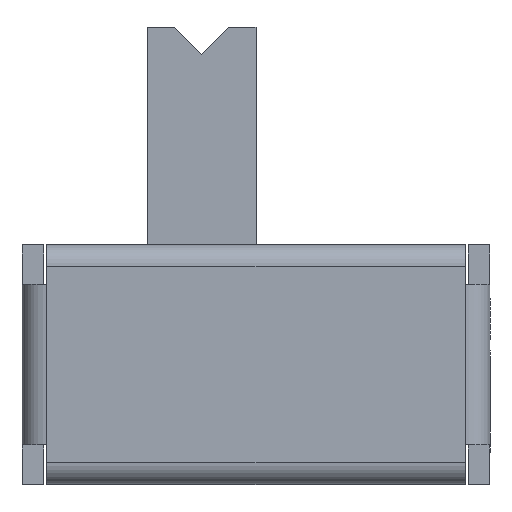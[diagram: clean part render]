
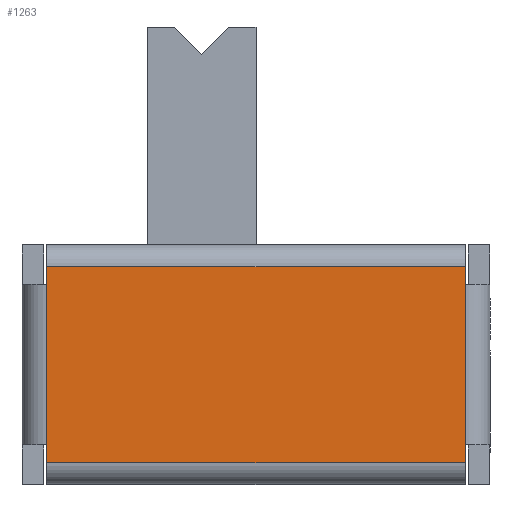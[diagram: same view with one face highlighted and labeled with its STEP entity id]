
A CAD part, top view. The second image highlights one B-rep face of the part: STEP entity #1263.
In plain terms, the highlighted planar face has unit normal (0, 0, 1).
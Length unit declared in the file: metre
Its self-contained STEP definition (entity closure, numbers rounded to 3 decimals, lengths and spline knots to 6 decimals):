
#847 = EDGE_CURVE( '', #2477, #2478, #2479, .T. );
#909 = EDGE_CURVE( '', #2593, #2594, #2595, .T. );
#929 = EDGE_CURVE( '', #2627, #2478, #2628, .T. );
#1263 = ADVANCED_FACE( '', ( #3174 ), #3175, .T. );
#1599 = EDGE_CURVE( '', #2594, #2627, #3643, .T. );
#1743 = EDGE_CURVE( '', #3219, #2593, #3827, .T. );
#1881 = EDGE_CURVE( '', #3996, #2608, #3997, .T. );
#1889 = EDGE_CURVE( '', #2608, #2477, #4007, .T. );
#1923 = EDGE_CURVE( '', #3219, #3996, #4047, .T. );
#2477 = VERTEX_POINT( '', #4689 );
#2478 = VERTEX_POINT( '', #4690 );
#2479 = LINE( '', #4691, #4692 );
#2593 = VERTEX_POINT( '', #4860 );
#2594 = VERTEX_POINT( '', #4861 );
#2595 = LINE( '', #4862, #4863 );
#2608 = VERTEX_POINT( '', #4881 );
#2627 = VERTEX_POINT( '', #4905 );
#2628 = LINE( '', #4906, #4907 );
#3174 = FACE_OUTER_BOUND( '', #5710, .T. );
#3175 = PLANE( '', #5711 );
#3219 = VERTEX_POINT( '', #5786 );
#3643 = LINE( '', #6427, #6428 );
#3827 = LINE( '', #6759, #6760 );
#3996 = VERTEX_POINT( '', #7031 );
#3997 = LINE( '', #7032, #7033 );
#4007 = LINE( '', #7050, #7051 );
#4047 = LINE( '', #7113, #7114 );
#4689 = CARTESIAN_POINT( '', ( 0.003837, 0.003477, 0.0044 ) );
#4690 = CARTESIAN_POINT( '', ( 0.003837, 0.003801, 0.0044 ) );
#4691 = CARTESIAN_POINT( '', ( 0.003837, 0.003477, 0.0044 ) );
#4692 = VECTOR( '', #8079, 1. );
#4860 = CARTESIAN_POINT( '', ( -0.003849, 0.000525, 0.0044 ) );
#4861 = CARTESIAN_POINT( '', ( -0.003849, 0.003477, 0.0044 ) );
#4862 = CARTESIAN_POINT( '', ( -0.003849, 0.000525, 0.0044 ) );
#4863 = VECTOR( '', #8143, 1. );
#4881 = CARTESIAN_POINT( '', ( 0.003837, 0.000525, 0.0044 ) );
#4905 = CARTESIAN_POINT( '', ( -0.003849, 0.003801, 0.0044 ) );
#4906 = CARTESIAN_POINT( '', ( -0.003849, 0.003801, 0.0044 ) );
#4907 = VECTOR( '', #8189, 1. );
#5710 = EDGE_LOOP( '', ( #8859, #8860, #8861, #8862, #8863, #8864, #8865, #8866 ) );
#5711 = AXIS2_PLACEMENT_3D( '', #8867, #8868, #8869 );
#5786 = CARTESIAN_POINT( '', ( -0.003849, 0.000201, 0.0044 ) );
#6427 = CARTESIAN_POINT( '', ( -0.003849, 0.003477, 0.0044 ) );
#6428 = VECTOR( '', #9453, 1. );
#6759 = CARTESIAN_POINT( '', ( -0.003849, 0.000201, 0.0044 ) );
#6760 = VECTOR( '', #9653, 1. );
#7031 = CARTESIAN_POINT( '', ( 0.003837, 0.000201, 0.0044 ) );
#7032 = CARTESIAN_POINT( '', ( 0.003837, 0.000201, 0.0044 ) );
#7033 = VECTOR( '', #9875, 1. );
#7050 = CARTESIAN_POINT( '', ( 0.003837, 0.000525, 0.0044 ) );
#7051 = VECTOR( '', #9886, 1. );
#7113 = CARTESIAN_POINT( '', ( -0.003849, 0.000201, 0.0044 ) );
#7114 = VECTOR( '', #9949, 1. );
#8079 = DIRECTION( '', ( 0., 1., 0. ) );
#8143 = DIRECTION( '', ( 0., 1., 0. ) );
#8189 = DIRECTION( '', ( 1., 0., 0. ) );
#8859 = ORIENTED_EDGE( '', *, *, #909, .F. );
#8860 = ORIENTED_EDGE( '', *, *, #1743, .F. );
#8861 = ORIENTED_EDGE( '', *, *, #1923, .T. );
#8862 = ORIENTED_EDGE( '', *, *, #1881, .T. );
#8863 = ORIENTED_EDGE( '', *, *, #1889, .T. );
#8864 = ORIENTED_EDGE( '', *, *, #847, .T. );
#8865 = ORIENTED_EDGE( '', *, *, #929, .F. );
#8866 = ORIENTED_EDGE( '', *, *, #1599, .F. );
#8867 = CARTESIAN_POINT( '', ( -0.003849, -0.000199, 0.0044 ) );
#8868 = DIRECTION( '', ( 0., 0., 1. ) );
#8869 = DIRECTION( '', ( 1., 0., 0. ) );
#9453 = DIRECTION( '', ( 0., 1., 0. ) );
#9653 = DIRECTION( '', ( 0., 1., 0. ) );
#9875 = DIRECTION( '', ( 0., 1., 0. ) );
#9886 = DIRECTION( '', ( 0., 1., 0. ) );
#9949 = DIRECTION( '', ( 1., 0., 0. ) );
